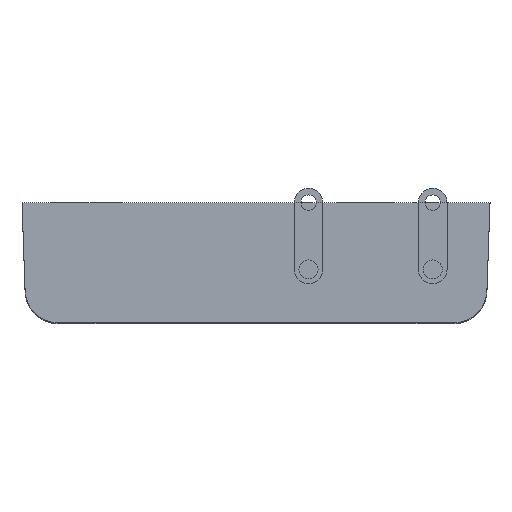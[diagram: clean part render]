
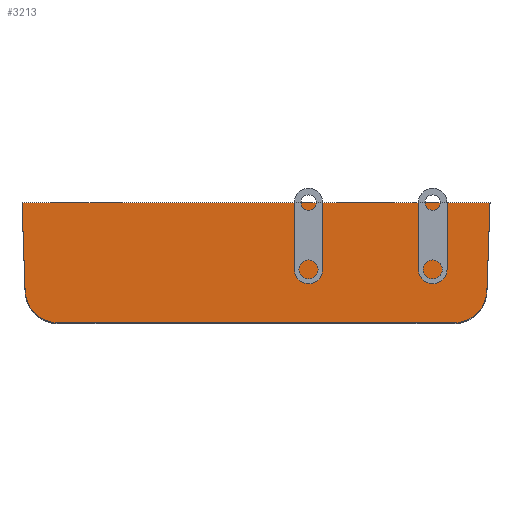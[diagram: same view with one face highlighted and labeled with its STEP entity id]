
A CAD part, top view. The second image highlights one B-rep face of the part: STEP entity #3213.
In plain terms, the highlighted planar face has unit normal (0, 0, 1).
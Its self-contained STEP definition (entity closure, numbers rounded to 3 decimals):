
#77 = PLANE('',#78);
#78 = AXIS2_PLACEMENT_3D('',#79,#80,#81);
#79 = CARTESIAN_POINT('',(0.,0.,0.));
#80 = DIRECTION('',(0.999,0.035,0.));
#81 = DIRECTION('',(0.035,-0.999,0.));
#220 = PLANE('',#221);
#221 = AXIS2_PLACEMENT_3D('',#222,#223,#224);
#222 = CARTESIAN_POINT('',(0.,0.,0.));
#223 = DIRECTION('',(0.,1.,0.));
#224 = DIRECTION('',(1.,0.,0.));
#248 = PLANE('',#249);
#249 = AXIS2_PLACEMENT_3D('',#250,#251,#252);
#250 = CARTESIAN_POINT('',(49.,0.,0.));
#251 = DIRECTION('',(0.999,-0.035,0.));
#252 = DIRECTION('',(-0.035,-0.999,0.));
#646 = VERTEX_POINT('',#647);
#647 = CARTESIAN_POINT('',(0.,0.,52.));
#668 = EDGE_CURVE('',#646,#669,#671,.T.);
#669 = VERTEX_POINT('',#670);
#670 = CARTESIAN_POINT('',(0.322,-9.222,52.));
#671 = SURFACE_CURVE('',#672,(#676,#683),.PCURVE_S1.);
#672 = LINE('',#673,#674);
#673 = CARTESIAN_POINT('',(0.,0.,52.));
#674 = VECTOR('',#675,1.);
#675 = DIRECTION('',(0.035,-0.999,0.));
#676 = PCURVE('',#77,#677);
#677 = DEFINITIONAL_REPRESENTATION('',(#678),#682);
#678 = LINE('',#679,#680);
#679 = CARTESIAN_POINT('',(0.,-52.));
#680 = VECTOR('',#681,1.);
#681 = DIRECTION('',(1.,0.));
#682 = ( GEOMETRIC_REPRESENTATION_CONTEXT(2) 
PARAMETRIC_REPRESENTATION_CONTEXT() REPRESENTATION_CONTEXT('2D SPACE',''
  ) );
#683 = PCURVE('',#684,#689);
#684 = PLANE('',#685);
#685 = AXIS2_PLACEMENT_3D('',#686,#687,#688);
#686 = CARTESIAN_POINT('',(24.5,-6.084,52.));
#687 = DIRECTION('',(-0.,-0.,-1.));
#688 = DIRECTION('',(-1.,0.,0.));
#689 = DEFINITIONAL_REPRESENTATION('',(#690),#694);
#690 = LINE('',#691,#692);
#691 = CARTESIAN_POINT('',(24.5,6.084));
#692 = VECTOR('',#693,1.);
#693 = DIRECTION('',(-0.035,-0.999));
#694 = ( GEOMETRIC_REPRESENTATION_CONTEXT(2) 
PARAMETRIC_REPRESENTATION_CONTEXT() REPRESENTATION_CONTEXT('2D SPACE',''
  ) );
#712 = CYLINDRICAL_SURFACE('',#713,3.5);
#713 = AXIS2_PLACEMENT_3D('',#714,#715,#716);
#714 = CARTESIAN_POINT('',(3.82,-9.1,0.));
#715 = DIRECTION('',(-0.,-0.,-1.));
#716 = DIRECTION('',(1.,0.,0.));
#987 = EDGE_CURVE('',#646,#988,#990,.T.);
#988 = VERTEX_POINT('',#989);
#989 = CARTESIAN_POINT('',(49.,0.,52.));
#990 = SURFACE_CURVE('',#991,(#995,#1002),.PCURVE_S1.);
#991 = LINE('',#992,#993);
#992 = CARTESIAN_POINT('',(0.,0.,52.));
#993 = VECTOR('',#994,1.);
#994 = DIRECTION('',(1.,0.,0.));
#995 = PCURVE('',#220,#996);
#996 = DEFINITIONAL_REPRESENTATION('',(#997),#1001);
#997 = LINE('',#998,#999);
#998 = CARTESIAN_POINT('',(0.,-52.));
#999 = VECTOR('',#1000,1.);
#1000 = DIRECTION('',(1.,0.));
#1001 = ( GEOMETRIC_REPRESENTATION_CONTEXT(2) 
PARAMETRIC_REPRESENTATION_CONTEXT() REPRESENTATION_CONTEXT('2D SPACE',''
  ) );
#1002 = PCURVE('',#684,#1003);
#1003 = DEFINITIONAL_REPRESENTATION('',(#1004),#1008);
#1004 = LINE('',#1005,#1006);
#1005 = CARTESIAN_POINT('',(24.5,6.084));
#1006 = VECTOR('',#1007,1.);
#1007 = DIRECTION('',(-1.,0.));
#1008 = ( GEOMETRIC_REPRESENTATION_CONTEXT(2) 
PARAMETRIC_REPRESENTATION_CONTEXT() REPRESENTATION_CONTEXT('2D SPACE',''
  ) );
#1633 = EDGE_CURVE('',#988,#1634,#1636,.T.);
#1634 = VERTEX_POINT('',#1635);
#1635 = CARTESIAN_POINT('',(48.678,-9.222,52.));
#1636 = SURFACE_CURVE('',#1637,(#1641,#1648),.PCURVE_S1.);
#1637 = LINE('',#1638,#1639);
#1638 = CARTESIAN_POINT('',(49.,0.,52.));
#1639 = VECTOR('',#1640,1.);
#1640 = DIRECTION('',(-0.035,-0.999,0.));
#1641 = PCURVE('',#248,#1642);
#1642 = DEFINITIONAL_REPRESENTATION('',(#1643),#1647);
#1643 = LINE('',#1644,#1645);
#1644 = CARTESIAN_POINT('',(0.,-52.));
#1645 = VECTOR('',#1646,1.);
#1646 = DIRECTION('',(1.,-0.));
#1647 = ( GEOMETRIC_REPRESENTATION_CONTEXT(2) 
PARAMETRIC_REPRESENTATION_CONTEXT() REPRESENTATION_CONTEXT('2D SPACE',''
  ) );
#1648 = PCURVE('',#684,#1649);
#1649 = DEFINITIONAL_REPRESENTATION('',(#1650),#1654);
#1650 = LINE('',#1651,#1652);
#1651 = CARTESIAN_POINT('',(-24.5,6.084));
#1652 = VECTOR('',#1653,1.);
#1653 = DIRECTION('',(0.035,-0.999));
#1654 = ( GEOMETRIC_REPRESENTATION_CONTEXT(2) 
PARAMETRIC_REPRESENTATION_CONTEXT() REPRESENTATION_CONTEXT('2D SPACE',''
  ) );
#1672 = CYLINDRICAL_SURFACE('',#1673,3.5);
#1673 = AXIS2_PLACEMENT_3D('',#1674,#1675,#1676);
#1674 = CARTESIAN_POINT('',(45.18,-9.1,0.));
#1675 = DIRECTION('',(-0.,-0.,-1.));
#1676 = DIRECTION('',(1.,0.,0.));
#3136 = EDGE_CURVE('',#669,#3137,#3139,.T.);
#3137 = VERTEX_POINT('',#3138);
#3138 = CARTESIAN_POINT('',(3.82,-12.6,52.));
#3139 = SURFACE_CURVE('',#3140,(#3145,#3152),.PCURVE_S1.);
#3140 = CIRCLE('',#3141,3.5);
#3141 = AXIS2_PLACEMENT_3D('',#3142,#3143,#3144);
#3142 = CARTESIAN_POINT('',(3.82,-9.1,52.));
#3143 = DIRECTION('',(0.,0.,1.));
#3144 = DIRECTION('',(1.,0.,0.));
#3145 = PCURVE('',#712,#3146);
#3146 = DEFINITIONAL_REPRESENTATION('',(#3147),#3151);
#3147 = LINE('',#3148,#3149);
#3148 = CARTESIAN_POINT('',(-0.,-52.));
#3149 = VECTOR('',#3150,1.);
#3150 = DIRECTION('',(-1.,0.));
#3151 = ( GEOMETRIC_REPRESENTATION_CONTEXT(2) 
PARAMETRIC_REPRESENTATION_CONTEXT() REPRESENTATION_CONTEXT('2D SPACE',''
  ) );
#3152 = PCURVE('',#684,#3153);
#3153 = DEFINITIONAL_REPRESENTATION('',(#3154),#3162);
#3154 = ( BOUNDED_CURVE() B_SPLINE_CURVE(2,(#3155,#3156,#3157,#3158,
#3159,#3160,#3161),.UNSPECIFIED.,.T.,.F.) B_SPLINE_CURVE_WITH_KNOTS((1,2
    ,2,2,2,1),(-2.094,0.,2.094,4.189,
6.283,8.378),.UNSPECIFIED.) CURVE() 
GEOMETRIC_REPRESENTATION_ITEM() RATIONAL_B_SPLINE_CURVE((1.,0.5,1.,0.5,
1.,0.5,1.)) REPRESENTATION_ITEM('') );
#3155 = CARTESIAN_POINT('',(17.18,-3.016));
#3156 = CARTESIAN_POINT('',(17.18,3.046));
#3157 = CARTESIAN_POINT('',(22.43,0.015));
#3158 = CARTESIAN_POINT('',(27.68,-3.016));
#3159 = CARTESIAN_POINT('',(22.43,-6.047));
#3160 = CARTESIAN_POINT('',(17.18,-9.078));
#3161 = CARTESIAN_POINT('',(17.18,-3.016));
#3162 = ( GEOMETRIC_REPRESENTATION_CONTEXT(2) 
PARAMETRIC_REPRESENTATION_CONTEXT() REPRESENTATION_CONTEXT('2D SPACE',''
  ) );
#3180 = PLANE('',#3181);
#3181 = AXIS2_PLACEMENT_3D('',#3182,#3183,#3184);
#3182 = CARTESIAN_POINT('',(3.82,-12.6,0.));
#3183 = DIRECTION('',(0.,1.,0.));
#3184 = DIRECTION('',(1.,0.,0.));
#3213 = ADVANCED_FACE('',(#3214),#684,.F.);
#3214 = FACE_BOUND('',#3215,.F.);
#3215 = EDGE_LOOP('',(#3216,#3217,#3218,#3219,#3220,#3248));
#3216 = ORIENTED_EDGE('',*,*,#3136,.F.);
#3217 = ORIENTED_EDGE('',*,*,#668,.F.);
#3218 = ORIENTED_EDGE('',*,*,#987,.T.);
#3219 = ORIENTED_EDGE('',*,*,#1633,.T.);
#3220 = ORIENTED_EDGE('',*,*,#3221,.F.);
#3221 = EDGE_CURVE('',#3222,#1634,#3224,.T.);
#3222 = VERTEX_POINT('',#3223);
#3223 = CARTESIAN_POINT('',(45.18,-12.6,52.));
#3224 = SURFACE_CURVE('',#3225,(#3230,#3241),.PCURVE_S1.);
#3225 = CIRCLE('',#3226,3.5);
#3226 = AXIS2_PLACEMENT_3D('',#3227,#3228,#3229);
#3227 = CARTESIAN_POINT('',(45.18,-9.1,52.));
#3228 = DIRECTION('',(0.,0.,1.));
#3229 = DIRECTION('',(1.,0.,0.));
#3230 = PCURVE('',#684,#3231);
#3231 = DEFINITIONAL_REPRESENTATION('',(#3232),#3240);
#3232 = ( BOUNDED_CURVE() B_SPLINE_CURVE(2,(#3233,#3234,#3235,#3236,
#3237,#3238,#3239),.UNSPECIFIED.,.T.,.F.) B_SPLINE_CURVE_WITH_KNOTS((1,2
    ,2,2,2,1),(-2.094,0.,2.094,4.189,
6.283,8.378),.UNSPECIFIED.) CURVE() 
GEOMETRIC_REPRESENTATION_ITEM() RATIONAL_B_SPLINE_CURVE((1.,0.5,1.,0.5,
1.,0.5,1.)) REPRESENTATION_ITEM('') );
#3233 = CARTESIAN_POINT('',(-24.18,-3.016));
#3234 = CARTESIAN_POINT('',(-24.18,3.046));
#3235 = CARTESIAN_POINT('',(-18.93,0.015));
#3236 = CARTESIAN_POINT('',(-13.68,-3.016));
#3237 = CARTESIAN_POINT('',(-18.93,-6.047));
#3238 = CARTESIAN_POINT('',(-24.18,-9.078));
#3239 = CARTESIAN_POINT('',(-24.18,-3.016));
#3240 = ( GEOMETRIC_REPRESENTATION_CONTEXT(2) 
PARAMETRIC_REPRESENTATION_CONTEXT() REPRESENTATION_CONTEXT('2D SPACE',''
  ) );
#3241 = PCURVE('',#1672,#3242);
#3242 = DEFINITIONAL_REPRESENTATION('',(#3243),#3247);
#3243 = LINE('',#3244,#3245);
#3244 = CARTESIAN_POINT('',(-0.,-52.));
#3245 = VECTOR('',#3246,1.);
#3246 = DIRECTION('',(-1.,0.));
#3247 = ( GEOMETRIC_REPRESENTATION_CONTEXT(2) 
PARAMETRIC_REPRESENTATION_CONTEXT() REPRESENTATION_CONTEXT('2D SPACE',''
  ) );
#3248 = ORIENTED_EDGE('',*,*,#3249,.F.);
#3249 = EDGE_CURVE('',#3137,#3222,#3250,.T.);
#3250 = SURFACE_CURVE('',#3251,(#3255,#3262),.PCURVE_S1.);
#3251 = LINE('',#3252,#3253);
#3252 = CARTESIAN_POINT('',(3.82,-12.6,52.));
#3253 = VECTOR('',#3254,1.);
#3254 = DIRECTION('',(1.,0.,0.));
#3255 = PCURVE('',#684,#3256);
#3256 = DEFINITIONAL_REPRESENTATION('',(#3257),#3261);
#3257 = LINE('',#3258,#3259);
#3258 = CARTESIAN_POINT('',(20.68,-6.516));
#3259 = VECTOR('',#3260,1.);
#3260 = DIRECTION('',(-1.,0.));
#3261 = ( GEOMETRIC_REPRESENTATION_CONTEXT(2) 
PARAMETRIC_REPRESENTATION_CONTEXT() REPRESENTATION_CONTEXT('2D SPACE',''
  ) );
#3262 = PCURVE('',#3180,#3263);
#3263 = DEFINITIONAL_REPRESENTATION('',(#3264),#3268);
#3264 = LINE('',#3265,#3266);
#3265 = CARTESIAN_POINT('',(0.,-52.));
#3266 = VECTOR('',#3267,1.);
#3267 = DIRECTION('',(1.,0.));
#3268 = ( GEOMETRIC_REPRESENTATION_CONTEXT(2) 
PARAMETRIC_REPRESENTATION_CONTEXT() REPRESENTATION_CONTEXT('2D SPACE',''
  ) );
